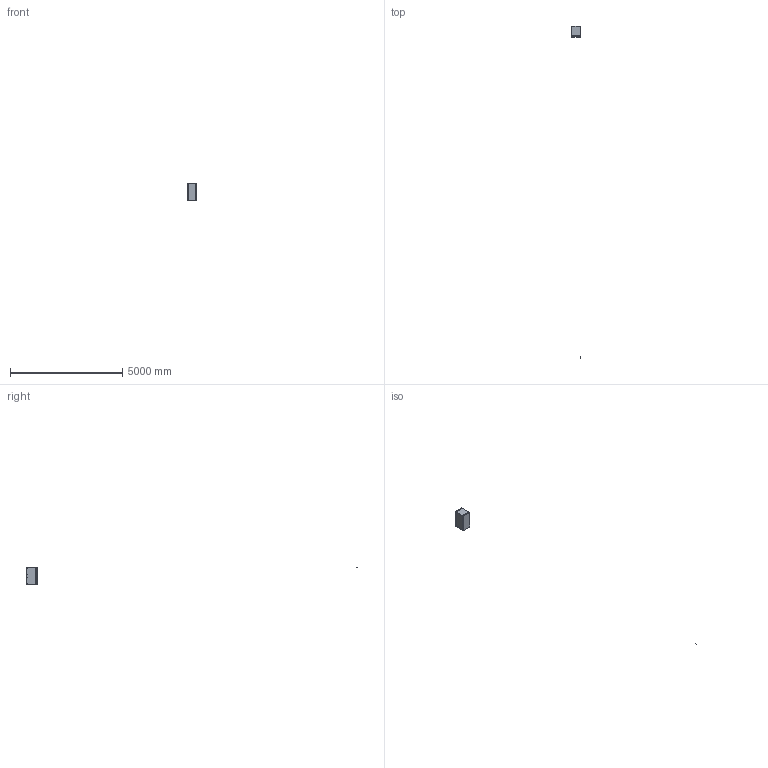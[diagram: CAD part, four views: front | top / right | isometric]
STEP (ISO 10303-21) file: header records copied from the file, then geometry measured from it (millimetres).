
FILE_DESCRIPTION (( 'STEP AP214' ), '1' );
FILE_NAME ('2020.STEP', '2024-04-15T07:25:02', ( '' ), ( '' ), 'SwSTEP 2.0', 'SolidWorks 2023', '' );
FILE_SCHEMA (( 'AUTOMOTIVE_DESIGN' ));
Length unit declared in the file: millimetre
Products named in the file (15): Magnet dveře; 04801803; 08201605; 04800615; Matice M6; Vrut_4,8 x 9,5 - CH_ST4,8x9,5-C-H; 04801619; 04801804; 04801801; 08201606; MOSS_005487000002; 04801802; 2020; 04801807; Sroub M6x8-hl10_ST6,3x13-F-H
Assembly tree (54 placements, depth 2):
  2020
    04801801  x2
    04801802
    04801803
    04801804
    04801807
    04801619  x2
    MOSS_005487000002  x2
    08201605  x2
    08201606  x2
    Magnet dveře  x4
    Vrut_4,8 x 9,5 - CH_ST4,8x9,5-C-H  x16
    04800615  x4
    Sroub M6x8-hl10_ST6,3x13-F-H  x8
    Matice M6  x8
Bounding box: 410.64 x 14765.38 x 800 mm (x, y, z)
Volume: 1457648.6 mm3; surface area: 5598830.1 mm2
Topology: 54 solids, 54 shells, 3054 faces, 8857 edges, 5919 vertices
Faces by surface type: plane 1277, cylinder 1191, cone 308, bspline 218, torus 36, sphere 24
Full cylindrical faces by diameter (mm): 5.2 x16, 6 x8, 6.2 x8, 6.5 x40, 8 x870, 8.5 x2, 9.5 x16, 10 x10
Entity records: 46852 total; most frequent: CARTESIAN_POINT 14016, DIRECTION 6371, ORIENTED_EDGE 5786, EDGE_CURVE 2893, EDGE_LOOP 2883, AXIS2_PLACEMENT_3D 2561, VERTEX_POINT 2120, FACE_OUTER_BOUND 1839
